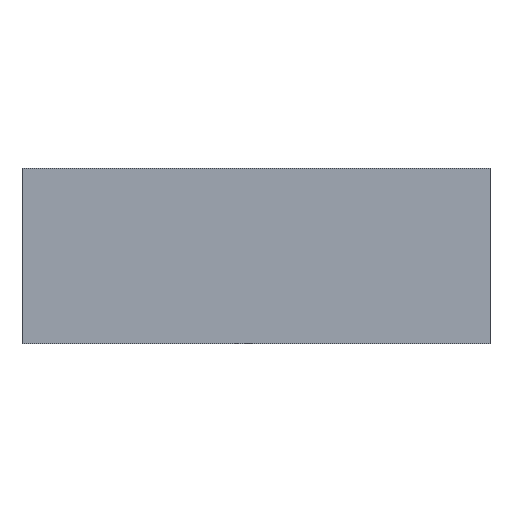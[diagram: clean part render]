
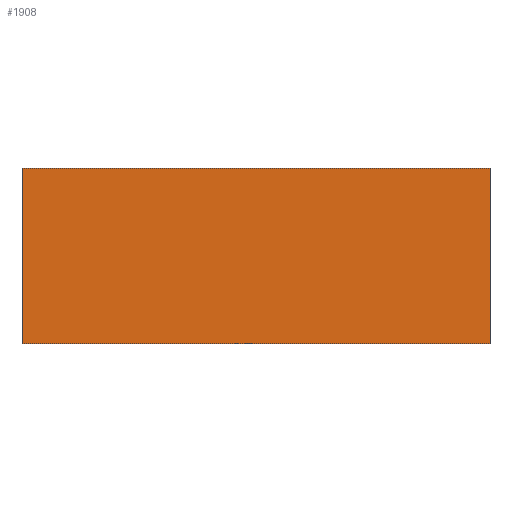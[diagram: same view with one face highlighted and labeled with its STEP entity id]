
A CAD part, front view. The second image highlights one B-rep face of the part: STEP entity #1908.
In plain terms, the highlighted planar face has unit normal (0, -1, 0).
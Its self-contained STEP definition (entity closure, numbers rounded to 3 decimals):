
#22 = VERTEX_POINT('',#23);
#23 = CARTESIAN_POINT('',(-11.2,-8.5,7.5));
#32 = PLANE('',#33);
#33 = AXIS2_PLACEMENT_3D('',#34,#35,#36);
#34 = CARTESIAN_POINT('',(-11.2,-8.5,0.));
#35 = DIRECTION('',(1.,0.,0.));
#36 = DIRECTION('',(0.,0.,1.));
#44 = PLANE('',#45);
#45 = AXIS2_PLACEMENT_3D('',#46,#47,#48);
#46 = CARTESIAN_POINT('',(-11.2,-8.5,7.5));
#47 = DIRECTION('',(0.,0.,1.));
#48 = DIRECTION('',(1.,0.,0.));
#56 = EDGE_CURVE('',#57,#22,#59,.T.);
#57 = VERTEX_POINT('',#58);
#58 = CARTESIAN_POINT('',(-11.2,-8.5,0.));
#59 = SURFACE_CURVE('',#60,(#64,#71),.PCURVE_S1.);
#60 = LINE('',#61,#62);
#61 = CARTESIAN_POINT('',(-11.2,-8.5,0.));
#62 = VECTOR('',#63,1.);
#63 = DIRECTION('',(0.,0.,1.));
#64 = PCURVE('',#32,#65);
#65 = DEFINITIONAL_REPRESENTATION('',(#66),#70);
#66 = LINE('',#67,#68);
#67 = CARTESIAN_POINT('',(0.,0.));
#68 = VECTOR('',#69,1.);
#69 = DIRECTION('',(1.,0.));
#70 = ( GEOMETRIC_REPRESENTATION_CONTEXT(2) 
PARAMETRIC_REPRESENTATION_CONTEXT() REPRESENTATION_CONTEXT('2D SPACE',''
  ) );
#71 = PCURVE('',#72,#77);
#72 = PLANE('',#73);
#73 = AXIS2_PLACEMENT_3D('',#74,#75,#76);
#74 = CARTESIAN_POINT('',(-11.2,-8.5,0.));
#75 = DIRECTION('',(0.,1.,0.));
#76 = DIRECTION('',(0.,0.,1.));
#77 = DEFINITIONAL_REPRESENTATION('',(#78),#82);
#78 = LINE('',#79,#80);
#79 = CARTESIAN_POINT('',(0.,0.));
#80 = VECTOR('',#81,1.);
#81 = DIRECTION('',(1.,0.));
#82 = ( GEOMETRIC_REPRESENTATION_CONTEXT(2) 
PARAMETRIC_REPRESENTATION_CONTEXT() REPRESENTATION_CONTEXT('2D SPACE',''
  ) );
#100 = PLANE('',#101);
#101 = AXIS2_PLACEMENT_3D('',#102,#103,#104);
#102 = CARTESIAN_POINT('',(-11.2,-8.5,0.));
#103 = DIRECTION('',(0.,0.,1.));
#104 = DIRECTION('',(1.,0.,0.));
#254 = EDGE_CURVE('',#22,#255,#257,.T.);
#255 = VERTEX_POINT('',#256);
#256 = CARTESIAN_POINT('',(8.8,-8.5,7.5));
#257 = SURFACE_CURVE('',#258,(#262,#269),.PCURVE_S1.);
#258 = LINE('',#259,#260);
#259 = CARTESIAN_POINT('',(-11.2,-8.5,7.5));
#260 = VECTOR('',#261,1.);
#261 = DIRECTION('',(1.,0.,0.));
#262 = PCURVE('',#44,#263);
#263 = DEFINITIONAL_REPRESENTATION('',(#264),#268);
#264 = LINE('',#265,#266);
#265 = CARTESIAN_POINT('',(0.,0.));
#266 = VECTOR('',#267,1.);
#267 = DIRECTION('',(1.,0.));
#268 = ( GEOMETRIC_REPRESENTATION_CONTEXT(2) 
PARAMETRIC_REPRESENTATION_CONTEXT() REPRESENTATION_CONTEXT('2D SPACE',''
  ) );
#269 = PCURVE('',#72,#270);
#270 = DEFINITIONAL_REPRESENTATION('',(#271),#275);
#271 = LINE('',#272,#273);
#272 = CARTESIAN_POINT('',(7.5,0.));
#273 = VECTOR('',#274,1.);
#274 = DIRECTION('',(0.,1.));
#275 = ( GEOMETRIC_REPRESENTATION_CONTEXT(2) 
PARAMETRIC_REPRESENTATION_CONTEXT() REPRESENTATION_CONTEXT('2D SPACE',''
  ) );
#293 = PLANE('',#294);
#294 = AXIS2_PLACEMENT_3D('',#295,#296,#297);
#295 = CARTESIAN_POINT('',(8.8,-8.5,0.));
#296 = DIRECTION('',(1.,0.,0.));
#297 = DIRECTION('',(0.,0.,1.));
#1395 = EDGE_CURVE('',#57,#1396,#1398,.T.);
#1396 = VERTEX_POINT('',#1397);
#1397 = CARTESIAN_POINT('',(8.8,-8.5,0.));
#1398 = SURFACE_CURVE('',#1399,(#1403,#1410),.PCURVE_S1.);
#1399 = LINE('',#1400,#1401);
#1400 = CARTESIAN_POINT('',(-11.2,-8.5,0.));
#1401 = VECTOR('',#1402,1.);
#1402 = DIRECTION('',(1.,0.,0.));
#1403 = PCURVE('',#100,#1404);
#1404 = DEFINITIONAL_REPRESENTATION('',(#1405),#1409);
#1405 = LINE('',#1406,#1407);
#1406 = CARTESIAN_POINT('',(0.,0.));
#1407 = VECTOR('',#1408,1.);
#1408 = DIRECTION('',(1.,0.));
#1409 = ( GEOMETRIC_REPRESENTATION_CONTEXT(2) 
PARAMETRIC_REPRESENTATION_CONTEXT() REPRESENTATION_CONTEXT('2D SPACE',''
  ) );
#1410 = PCURVE('',#72,#1411);
#1411 = DEFINITIONAL_REPRESENTATION('',(#1412),#1416);
#1412 = LINE('',#1413,#1414);
#1413 = CARTESIAN_POINT('',(0.,0.));
#1414 = VECTOR('',#1415,1.);
#1415 = DIRECTION('',(0.,1.));
#1416 = ( GEOMETRIC_REPRESENTATION_CONTEXT(2) 
PARAMETRIC_REPRESENTATION_CONTEXT() REPRESENTATION_CONTEXT('2D SPACE',''
  ) );
#1908 = ADVANCED_FACE('',(#1909),#72,.F.);
#1909 = FACE_BOUND('',#1910,.F.);
#1910 = EDGE_LOOP('',(#1911,#1912,#1913,#1914));
#1911 = ORIENTED_EDGE('',*,*,#1395,.F.);
#1912 = ORIENTED_EDGE('',*,*,#56,.T.);
#1913 = ORIENTED_EDGE('',*,*,#254,.T.);
#1914 = ORIENTED_EDGE('',*,*,#1915,.F.);
#1915 = EDGE_CURVE('',#1396,#255,#1916,.T.);
#1916 = SURFACE_CURVE('',#1917,(#1921,#1928),.PCURVE_S1.);
#1917 = LINE('',#1918,#1919);
#1918 = CARTESIAN_POINT('',(8.8,-8.5,0.));
#1919 = VECTOR('',#1920,1.);
#1920 = DIRECTION('',(0.,0.,1.));
#1921 = PCURVE('',#72,#1922);
#1922 = DEFINITIONAL_REPRESENTATION('',(#1923),#1927);
#1923 = LINE('',#1924,#1925);
#1924 = CARTESIAN_POINT('',(0.,20.));
#1925 = VECTOR('',#1926,1.);
#1926 = DIRECTION('',(1.,0.));
#1927 = ( GEOMETRIC_REPRESENTATION_CONTEXT(2) 
PARAMETRIC_REPRESENTATION_CONTEXT() REPRESENTATION_CONTEXT('2D SPACE',''
  ) );
#1928 = PCURVE('',#293,#1929);
#1929 = DEFINITIONAL_REPRESENTATION('',(#1930),#1934);
#1930 = LINE('',#1931,#1932);
#1931 = CARTESIAN_POINT('',(0.,0.));
#1932 = VECTOR('',#1933,1.);
#1933 = DIRECTION('',(1.,0.));
#1934 = ( GEOMETRIC_REPRESENTATION_CONTEXT(2) 
PARAMETRIC_REPRESENTATION_CONTEXT() REPRESENTATION_CONTEXT('2D SPACE',''
  ) );
